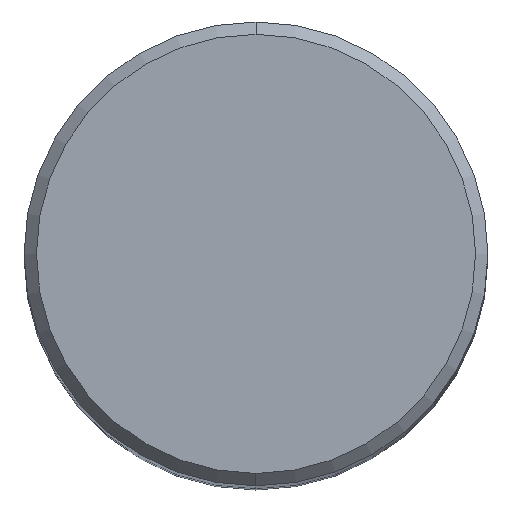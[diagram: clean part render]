
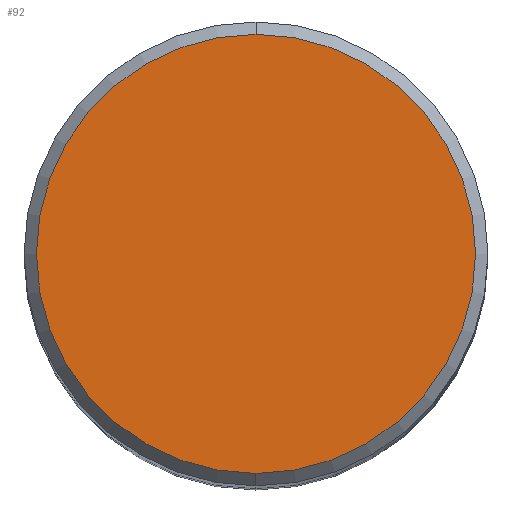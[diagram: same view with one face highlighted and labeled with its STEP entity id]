
A CAD part, top view. The second image highlights one B-rep face of the part: STEP entity #92.
In plain terms, the highlighted planar face has unit normal (0, 0, 1).
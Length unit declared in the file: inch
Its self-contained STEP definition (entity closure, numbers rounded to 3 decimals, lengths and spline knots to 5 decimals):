
#25 = VERTEX_POINT ( 'NONE', #389 ) ;
#45 = DIRECTION ( 'NONE',  ( 0., -1., 0. ) ) ;
#52 = CARTESIAN_POINT ( 'NONE',  ( 0., 0., 0. ) ) ;
#66 = AXIS2_PLACEMENT_3D ( 'NONE', #52, #179, #45 ) ;
#88 = VERTEX_POINT ( 'NONE', #404 ) ;
#92 = ADVANCED_FACE ( 'NONE', ( #302 ), #411, .F. ) ;
#93 = ORIENTED_EDGE ( 'NONE', *, *, #186, .T. ) ;
#109 = DIRECTION ( 'NONE',  ( 0., 1., 0. ) ) ;
#163 = CARTESIAN_POINT ( 'NONE',  ( 0., 0., 0. ) ) ;
#168 = DIRECTION ( 'NONE',  ( 0., 0., 1. ) ) ;
#179 = DIRECTION ( 'NONE',  ( 0., 0., 1. ) ) ;
#186 = EDGE_CURVE ( 'NONE', #25, #88, #227, .T. ) ;
#198 = EDGE_LOOP ( 'NONE', ( #304, #93 ) ) ;
#212 = CARTESIAN_POINT ( 'NONE',  ( 0., 0.355, 0. ) ) ;
#227 = CIRCLE ( 'NONE', #312, 0.355 ) ;
#286 = EDGE_CURVE ( 'NONE', #88, #25, #290, .T. ) ;
#290 = CIRCLE ( 'NONE', #66, 0.355 ) ;
#302 = FACE_OUTER_BOUND ( 'NONE', #198, .T. ) ;
#304 = ORIENTED_EDGE ( 'NONE', *, *, #286, .T. ) ;
#310 = DIRECTION ( 'NONE',  ( 0., 0., -1. ) ) ;
#312 = AXIS2_PLACEMENT_3D ( 'NONE', #163, #168, #365 ) ;
#365 = DIRECTION ( 'NONE',  ( 0., -1., 0. ) ) ;
#378 = AXIS2_PLACEMENT_3D ( 'NONE', #212, #310, #109 ) ;
#389 = CARTESIAN_POINT ( 'NONE',  ( 0., -0.355, 0. ) ) ;
#404 = CARTESIAN_POINT ( 'NONE',  ( 0., 0.355, 0. ) ) ;
#411 = PLANE ( 'NONE',  #378 ) ;
